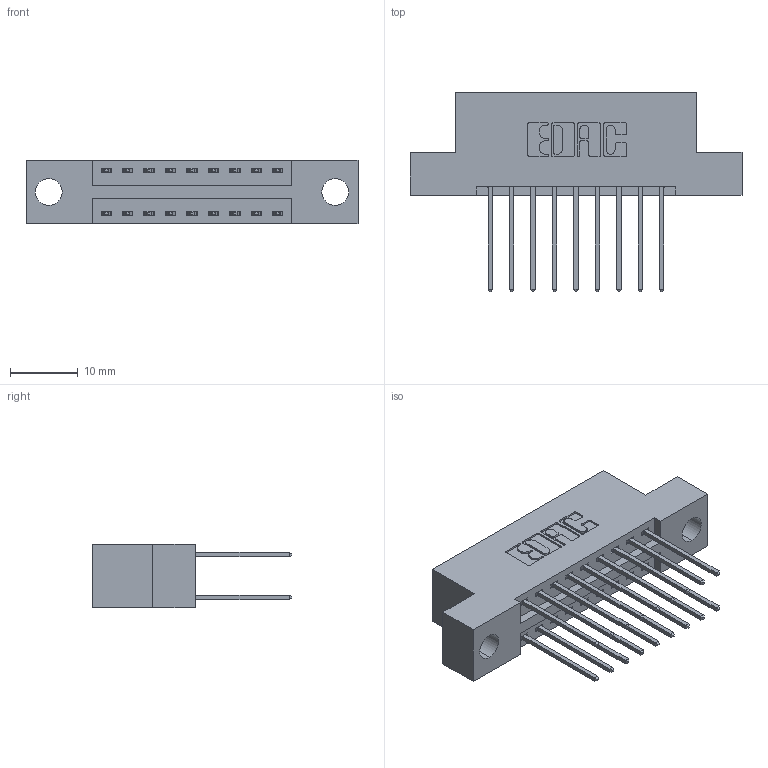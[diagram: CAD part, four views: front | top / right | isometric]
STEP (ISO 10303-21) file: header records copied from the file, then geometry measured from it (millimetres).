
FILE_DESCRIPTION (( 'STEP AP203' ), '1' );
FILE_NAME ('346-018-540-204.STEP', '2022-05-18T17:28:19', ( '' ), ( '' ), 'SwSTEP 2.0', 'SolidWorks 2020', '' );
FILE_SCHEMA (( 'CONFIG_CONTROL_DESIGN' ));
Length unit declared in the file: inch
Products named in the file (3): 346 Part_Flush Mounting Lugs - 0.156 Dia-TH; 345-292-001_345-293-140; 346-018-540-204
Assembly tree (19 placements, depth 2):
  346-018-540-204
    346 Part_Flush Mounting Lugs - 0.156 Dia-TH
    345-292-001_345-293-140  x18
Bounding box: 49.15 x 29.46 x 9.4 mm (x, y, z)
Volume: 4498.6 mm3; surface area: 5835.6 mm2
Topology: 19 solids, 19 shells, 1072 faces, 3155 edges, 2078 vertices
Faces by surface type: plane 720, cylinder 352
Entity records: 10753 total; most frequent: CARTESIAN_POINT 1822, ORIENTED_EDGE 1754, DIRECTION 1657, EDGE_CURVE 877, VECTOR 709, LINE 709, VERTEX_POINT 582, AXIS2_PLACEMENT_3D 474
